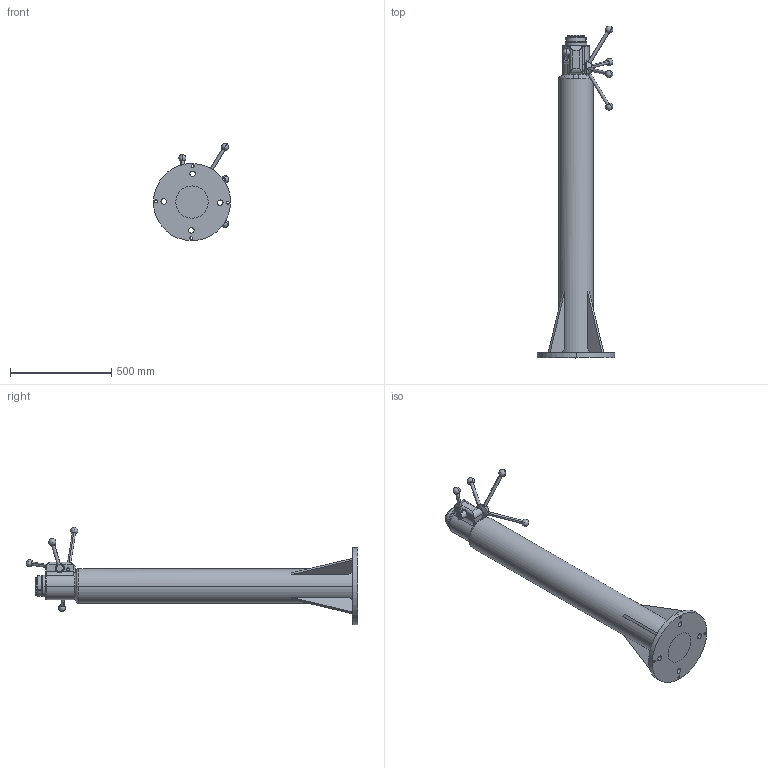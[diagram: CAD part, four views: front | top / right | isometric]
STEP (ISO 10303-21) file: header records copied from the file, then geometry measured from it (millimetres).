
FILE_DESCRIPTION (( 'STEP AP214' ), '1' );
FILE_NAME ('332-0.STEP', '2020-10-13T20:03:08', ( '' ), ( '' ), 'SwSTEP 2.0', 'SolidWorks 2020', '' );
FILE_SCHEMA (( 'AUTOMOTIVE_DESIGN' ));
Length unit declared in the file: inch
Products named in the file (1): 332-0
Bounding box: 380.9 x 1639.43 x 480.4 mm (x, y, z)
Volume: 38388705.2 mm3; surface area: 1371812.6 mm2
Topology: 12 solids, 12 shells, 464 faces, 994 edges, 569 vertices
Faces by surface type: cone 230, cylinder 129, plane 75, torus 14, sphere 12, bspline 4
Entity records: 13056 total; most frequent: CARTESIAN_POINT 2734, DIRECTION 2358, ORIENTED_EDGE 1934, EDGE_CURVE 967, AXIS2_PLACEMENT_3D 965, VERTEX_POINT 554, EDGE_LOOP 507, CIRCLE 504
